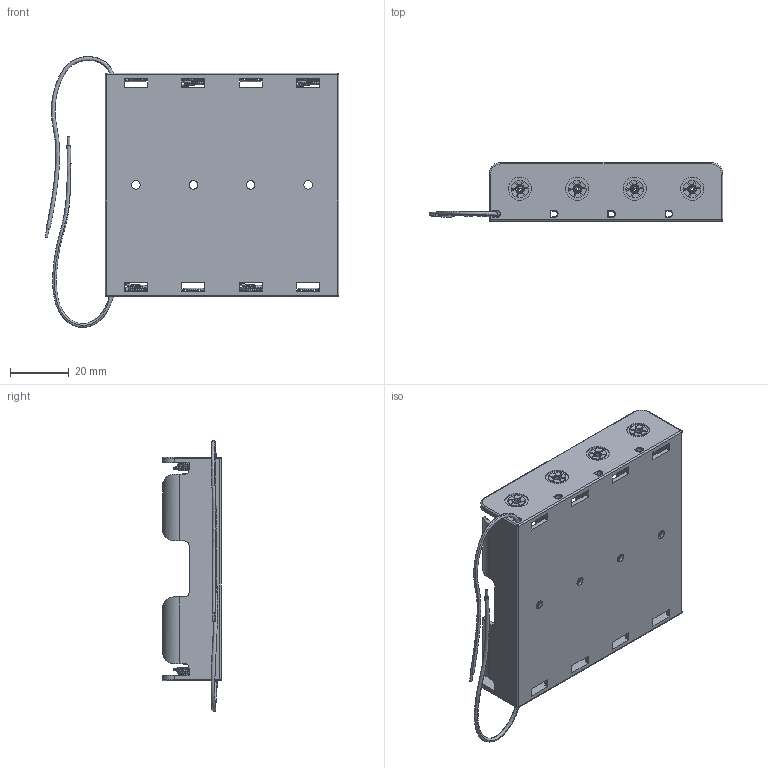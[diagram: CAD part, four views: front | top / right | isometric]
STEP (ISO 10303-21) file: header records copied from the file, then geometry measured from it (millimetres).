
FILE_DESCRIPTION (( 'STEP AP214' ), '1' );
FILE_NAME ('18650 Battery Holder 4x.STEP', '2021-12-10T12:26:44', ( '' ), ( '' ), 'SwSTEP 2.0', 'SolidWorks 2020', '' );
FILE_SCHEMA (( 'AUTOMOTIVE_DESIGN' ));
Length unit declared in the file: millimetre
Products named in the file (1): 18650 Battery Holder 4x
Bounding box: 99.89 x 20 x 92.04 mm (x, y, z)
Volume: 20802.8 mm3; surface area: 30561.3 mm2
Topology: 17 solids, 17 shells, 668 faces, 1742 edges, 1102 vertices
Faces by surface type: cylinder 272, plane 270, torus 78, bspline 28, cone 16, sphere 4
Entity records: 39547 total; most frequent: CARTESIAN_POINT 19602, DIRECTION 3620, ORIENTED_EDGE 3468, EDGE_CURVE 1734, AXIS2_PLACEMENT_3D 1371, VERTEX_POINT 1102, VECTOR 878, LINE 878
